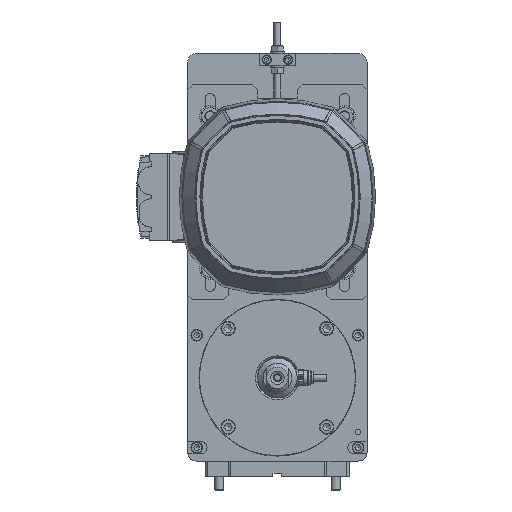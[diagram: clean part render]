
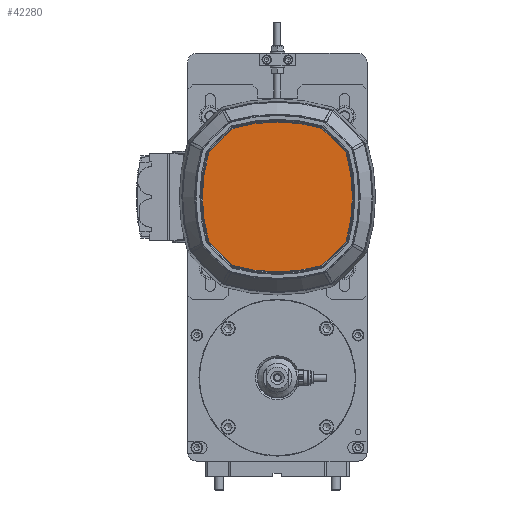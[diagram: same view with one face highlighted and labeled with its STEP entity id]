
A CAD part, left-side view. The second image highlights one B-rep face of the part: STEP entity #42280.
In plain terms, the highlighted planar face has unit normal (-1, 0, 0).
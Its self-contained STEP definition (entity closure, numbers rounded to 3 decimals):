
#966=PLANE('',#58065);
#10342=ORIENTED_EDGE('',*,*,#22565,.T.);
#10343=ORIENTED_EDGE('',*,*,#22559,.T.);
#10344=ORIENTED_EDGE('',*,*,#22561,.T.);
#10345=ORIENTED_EDGE('',*,*,#22567,.T.);
#10346=ORIENTED_EDGE('',*,*,#22573,.T.);
#10347=ORIENTED_EDGE('',*,*,#22579,.T.);
#10348=ORIENTED_EDGE('',*,*,#22577,.T.);
#10349=ORIENTED_EDGE('',*,*,#22571,.T.);
#22559=EDGE_CURVE('',#29063,#29066,#33489,.T.);
#22561=EDGE_CURVE('',#29066,#29068,#33490,.T.);
#22565=EDGE_CURVE('',#29069,#29063,#33493,.T.);
#22567=EDGE_CURVE('',#29068,#29072,#33494,.T.);
#22571=EDGE_CURVE('',#29073,#29069,#33497,.T.);
#22573=EDGE_CURVE('',#29072,#29076,#33498,.T.);
#22577=EDGE_CURVE('',#29077,#29073,#33501,.T.);
#22579=EDGE_CURVE('',#29076,#29077,#33503,.T.);
#29063=VERTEX_POINT('',#75929);
#29066=VERTEX_POINT('',#75942);
#29068=VERTEX_POINT('',#75954);
#29069=VERTEX_POINT('',#75966);
#29072=VERTEX_POINT('',#75981);
#29073=VERTEX_POINT('',#75993);
#29076=VERTEX_POINT('',#76007);
#29077=VERTEX_POINT('',#76019);
#33489=CIRCLE('',#58027,178.172);
#33490=CIRCLE('',#58029,298.172);
#33493=CIRCLE('',#58033,298.172);
#33494=CIRCLE('',#58035,178.172);
#33497=CIRCLE('',#58039,178.172);
#33498=CIRCLE('',#58041,298.172);
#33501=CIRCLE('',#58045,298.172);
#33503=CIRCLE('',#58048,178.172);
#35530=EDGE_LOOP('',(#10342,#10343,#10344,#10345,#10346,#10347,#10348,#10349));
#38713=FACE_BOUND('',#35530,.T.);
#42280=ADVANCED_FACE('',(#38713),#966,.T.);
#58027=AXIS2_PLACEMENT_3D('',#75943,#62914,#62915);
#58029=AXIS2_PLACEMENT_3D('',#75955,#62918,#62919);
#58033=AXIS2_PLACEMENT_3D('',#75969,#62926,#62927);
#58035=AXIS2_PLACEMENT_3D('',#75982,#62930,#62931);
#58039=AXIS2_PLACEMENT_3D('',#75996,#62938,#62939);
#58041=AXIS2_PLACEMENT_3D('',#76008,#62942,#62943);
#58045=AXIS2_PLACEMENT_3D('',#76022,#62950,#62951);
#58048=AXIS2_PLACEMENT_3D('',#76025,#62956,#62957);
#58065=AXIS2_PLACEMENT_3D('',#76138,#62990,#62991);
#62914=DIRECTION('',(-1.,0.,0.));
#62915=DIRECTION('',(0.,0.,1.));
#62918=DIRECTION('',(-1.,0.,0.));
#62919=DIRECTION('',(0.,0.,1.));
#62926=DIRECTION('',(-1.,0.,0.));
#62927=DIRECTION('',(0.,0.,1.));
#62930=DIRECTION('',(-1.,0.,0.));
#62931=DIRECTION('',(0.,0.,1.));
#62938=DIRECTION('',(-1.,0.,0.));
#62939=DIRECTION('',(0.,0.,1.));
#62942=DIRECTION('',(-1.,0.,0.));
#62943=DIRECTION('',(0.,0.,1.));
#62950=DIRECTION('',(-1.,0.,0.));
#62951=DIRECTION('',(0.,0.,1.));
#62956=DIRECTION('',(-1.,0.,0.));
#62957=DIRECTION('',(0.,0.,1.));
#62990=DIRECTION('',(-1.,0.,0.));
#62991=DIRECTION('',(0.,0.,1.));
#75929=CARTESIAN_POINT('',(-629.5,-76.654,247.277));
#75942=CARTESIAN_POINT('',(-629.5,-76.654,346.303));
#75943=CARTESIAN_POINT('',(-629.5,94.5,296.79));
#75954=CARTESIAN_POINT('',(-629.5,-49.513,373.444));
#75955=CARTESIAN_POINT('',(-629.5,147.319,149.471));
#75966=CARTESIAN_POINT('',(-629.5,-49.513,220.136));
#75969=CARTESIAN_POINT('',(-629.5,147.319,444.109));
#75981=CARTESIAN_POINT('',(-629.5,49.513,373.444));
#75982=CARTESIAN_POINT('',(-629.5,0.,202.29));
#75993=CARTESIAN_POINT('',(-629.5,49.513,220.136));
#75996=CARTESIAN_POINT('',(-629.5,0.,391.29));
#76007=CARTESIAN_POINT('',(-629.5,76.654,346.303));
#76008=CARTESIAN_POINT('',(-629.5,-147.319,149.471));
#76019=CARTESIAN_POINT('',(-629.5,76.654,247.277));
#76022=CARTESIAN_POINT('',(-629.5,-147.319,444.109));
#76025=CARTESIAN_POINT('',(-629.5,-94.5,296.79));
#76138=CARTESIAN_POINT('',(-629.5,-73.659,175.881));
